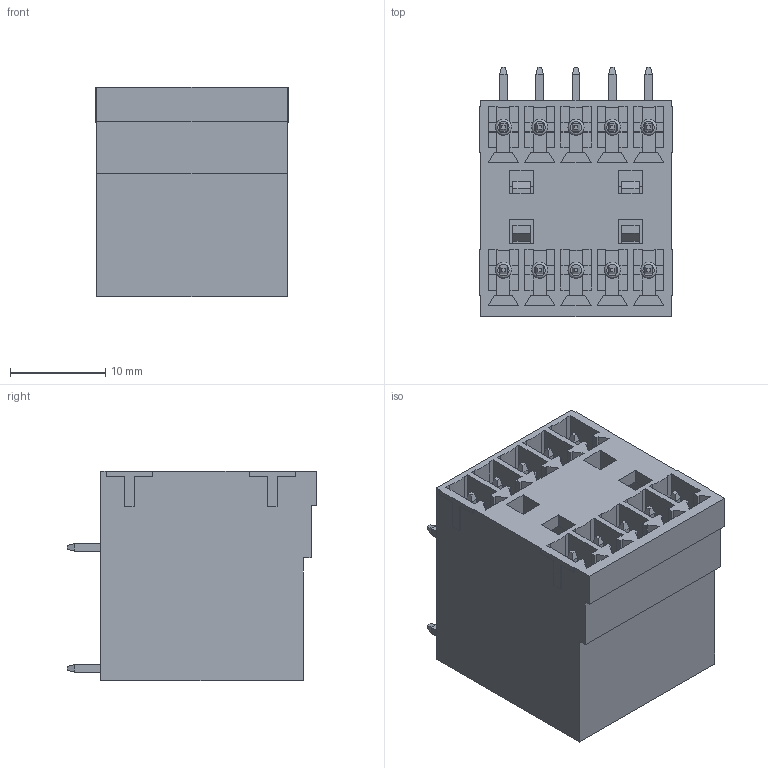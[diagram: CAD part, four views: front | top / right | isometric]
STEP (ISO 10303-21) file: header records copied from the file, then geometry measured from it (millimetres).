
FILE_DESCRIPTION(/* description */ ('Unknown'),/* implementation_level */ '2;1');
FILE_NAME(/* name */ '691327310010',/* time_stamp */ '2023-08-23T16:21:07+02:00',/* author */ ('Unknown'),/* organization */ ('Unknown'),/* preprocessor_version */ 'ST-DEVELOPER v18.102',/* originating_system */ 'Solid Edge',/* authorisation */ 'Unknown');
FILE_SCHEMA (('AUTOMOTIVE_DESIGN {1 0 10303 214 3 1 1}'));
Length unit declared in the file: millimetre
Products named in the file (5): 6913273100xx; 691327310010; 6913273100xx_PIN; 6913273100xx_PIN_LONGUE; 691327310010_CAPOT
Assembly tree (12 placements, depth 2):
  6913273100xx
    691327310010
    6913273100xx_PIN  x5
    6913273100xx_PIN_LONGUE  x5
    691327310010_CAPOT
Bounding box: 20.24 x 26.2 x 22 mm (x, y, z)
Volume: 4066.3 mm3; surface area: 10554.1 mm2
Topology: 12 solids, 12 shells, 898 faces, 2414 edges, 1540 vertices
Faces by surface type: plane 858, cylinder 30, torus 10
Full cylindrical faces by diameter (mm): 1.68 x10
Entity records: 23872 total; most frequent: CARTESIAN_POINT 4217, ORIENTED_EDGE 4176, DIRECTION 3742, EDGE_CURVE 2088, LINE 1984, VECTOR 1984, VERTEX_POINT 1354, AXIS2_PLACEMENT_3D 879
